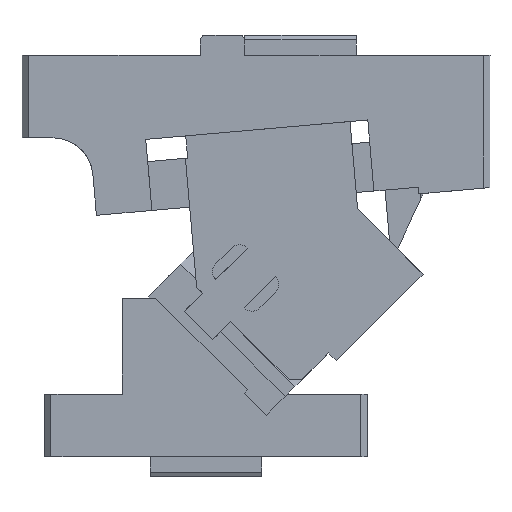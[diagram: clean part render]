
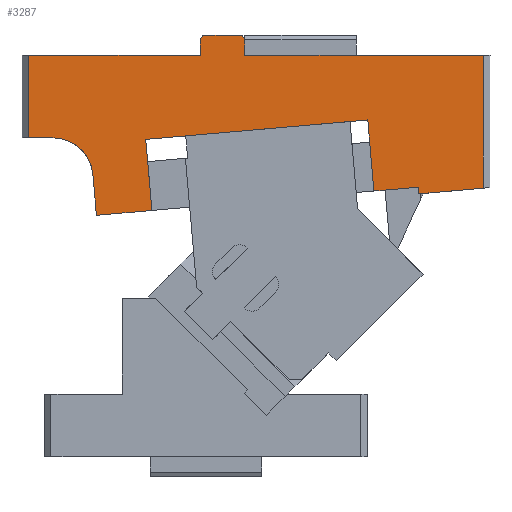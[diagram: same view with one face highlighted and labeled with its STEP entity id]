
A CAD part, front view. The second image highlights one B-rep face of the part: STEP entity #3287.
In plain terms, the highlighted planar face has unit normal (0, -1, 0).
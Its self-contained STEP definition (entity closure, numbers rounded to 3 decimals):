
#179=CARTESIAN_POINT('Vertex',(90.,0.,180.)) ;
#182=CARTESIAN_POINT('Line Origine',(143.5,0.,180.)) ;
#186=CARTESIAN_POINT('Vertex',(197.,0.,180.)) ;
#511=CARTESIAN_POINT('Vertex',(197.,0.,120.434)) ;
#514=CARTESIAN_POINT('Line Origine',(182.557,0.,119.17)) ;
#518=CARTESIAN_POINT('Vertex',(168.113,0.,117.906)) ;
#792=CARTESIAN_POINT('Vertex',(90.,0.,187.)) ;
#795=CARTESIAN_POINT('Line Origine',(90.,0.,183.5)) ;
#817=CARTESIAN_POINT('Line Origine',(197.,0.,150.217)) ;
#1225=CARTESIAN_POINT('Line Origine',(167.982,0.,119.401)) ;
#1229=CARTESIAN_POINT('Vertex',(167.852,0.,120.895)) ;
#1523=CARTESIAN_POINT('Vertex',(88.845,0.,189.)) ;
#1528=CARTESIAN_POINT('Line Origine',(89.423,0.,188.)) ;
#1598=CARTESIAN_POINT('Vertex',(147.928,0.,119.152)) ;
#1601=CARTESIAN_POINT('Line Origine',(146.533,0.,135.091)) ;
#1605=CARTESIAN_POINT('Vertex',(145.139,0.,151.03)) ;
#1629=CARTESIAN_POINT('Line Origine',(26.392,0.,108.519)) ;
#1633=CARTESIAN_POINT('Vertex',(23.403,0.,108.257)) ;
#1635=CARTESIAN_POINT('Vertex',(29.381,0.,108.78)) ;
#1716=CARTESIAN_POINT('Line Origine',(157.89,0.,120.023)) ;
#1732=CARTESIAN_POINT('Vertex',(48.308,0.,110.436)) ;
#1735=CARTESIAN_POINT('Line Origine',(46.814,0.,110.306)) ;
#1739=CARTESIAN_POINT('Vertex',(45.32,0.,110.175)) ;
#1742=CARTESIAN_POINT('Line Origine',(37.35,0.,109.478)) ;
#1779=CARTESIAN_POINT('Line Origine',(80.,0.,189.)) ;
#1783=CARTESIAN_POINT('Vertex',(71.155,0.,189.)) ;
#1821=CARTESIAN_POINT('Vertex',(70.,0.,187.)) ;
#1824=CARTESIAN_POINT('Line Origine',(70.577,0.,188.)) ;
#1852=CARTESIAN_POINT('Vertex',(70.,0.,180.)) ;
#1855=CARTESIAN_POINT('Line Origine',(70.,0.,183.5)) ;
#1892=CARTESIAN_POINT('Vertex',(-7.,0.,180.)) ;
#1895=CARTESIAN_POINT('Line Origine',(31.5,0.,180.)) ;
#2121=CARTESIAN_POINT('Vertex',(-7.,0.,143.)) ;
#2124=CARTESIAN_POINT('Line Origine',(-7.,0.,161.5)) ;
#2174=CARTESIAN_POINT('Vertex',(3.87,0.,143.)) ;
#2177=CARTESIAN_POINT('Line Origine',(-1.565,0.,143.)) ;
#2329=CARTESIAN_POINT('Vertex',(21.801,0.,126.569)) ;
#2332=CARTESIAN_POINT('Axis2P3D Location',(3.87,0.,125.)) ;
#2515=CARTESIAN_POINT('Line Origine',(22.602,0.,117.413)) ;
#2532=CARTESIAN_POINT('Line Origine',(46.914,0.,126.375)) ;
#2536=CARTESIAN_POINT('Vertex',(45.519,0.,142.314)) ;
#3213=CARTESIAN_POINT('Line Origine',(95.329,0.,146.672)) ;
#3259=CARTESIAN_POINT('Axis2P3D Location',(13.94,0.,107.429)) ;
#183=DIRECTION('Vector Direction',(-1.,0.,0.)) ;
#515=DIRECTION('Vector Direction',(0.996,0.,0.087)) ;
#796=DIRECTION('Vector Direction',(0.,0.,1.)) ;
#818=DIRECTION('Vector Direction',(0.,0.,1.)) ;
#1226=DIRECTION('Vector Direction',(-0.087,0.,0.996)) ;
#1529=DIRECTION('Vector Direction',(-0.5,0.,0.866)) ;
#1602=DIRECTION('Vector Direction',(0.087,0.,-0.996)) ;
#1630=DIRECTION('Vector Direction',(0.996,0.,0.087)) ;
#1717=DIRECTION('Vector Direction',(0.996,0.,0.087)) ;
#1736=DIRECTION('Vector Direction',(0.996,0.,0.087)) ;
#1743=DIRECTION('Vector Direction',(0.996,0.,0.087)) ;
#1780=DIRECTION('Vector Direction',(-1.,0.,0.)) ;
#1825=DIRECTION('Vector Direction',(0.5,0.,0.866)) ;
#1856=DIRECTION('Vector Direction',(0.,0.,1.)) ;
#1896=DIRECTION('Vector Direction',(-1.,0.,0.)) ;
#2125=DIRECTION('Vector Direction',(0.,0.,1.)) ;
#2178=DIRECTION('Vector Direction',(-1.,0.,0.)) ;
#2333=DIRECTION('Axis2P3D Direction',(0.,1.,-0.)) ;
#2516=DIRECTION('Vector Direction',(0.087,0.,-0.996)) ;
#2533=DIRECTION('Vector Direction',(-0.087,0.,0.996)) ;
#3214=DIRECTION('Vector Direction',(-0.996,0.,-0.087)) ;
#3260=DIRECTION('Axis2P3D Direction',(0.,-1.,0.)) ;
#3261=DIRECTION('Axis2P3D XDirection',(0.996,0.,0.087)) ;
#2334=AXIS2_PLACEMENT_3D('Circle Axis2P3D',#2332,#2333,$) ;
#3262=AXIS2_PLACEMENT_3D('Plane Axis2P3D',#3259,#3260,#3261) ;
#3265=ORIENTED_EDGE('',*,*,#1607,.T.) ;
#3266=ORIENTED_EDGE('',*,*,#1720,.T.) ;
#3267=ORIENTED_EDGE('',*,*,#1231,.F.) ;
#3268=ORIENTED_EDGE('',*,*,#520,.T.) ;
#3269=ORIENTED_EDGE('',*,*,#821,.T.) ;
#3270=ORIENTED_EDGE('',*,*,#188,.T.) ;
#3271=ORIENTED_EDGE('',*,*,#799,.T.) ;
#3272=ORIENTED_EDGE('',*,*,#1532,.F.) ;
#3273=ORIENTED_EDGE('',*,*,#1785,.F.) ;
#3274=ORIENTED_EDGE('',*,*,#1828,.F.) ;
#3275=ORIENTED_EDGE('',*,*,#1859,.F.) ;
#3276=ORIENTED_EDGE('',*,*,#1899,.T.) ;
#3277=ORIENTED_EDGE('',*,*,#2128,.F.) ;
#3278=ORIENTED_EDGE('',*,*,#2181,.F.) ;
#3279=ORIENTED_EDGE('',*,*,#2336,.T.) ;
#3280=ORIENTED_EDGE('',*,*,#2519,.T.) ;
#3281=ORIENTED_EDGE('',*,*,#1637,.T.) ;
#3282=ORIENTED_EDGE('',*,*,#1746,.T.) ;
#3283=ORIENTED_EDGE('',*,*,#1741,.T.) ;
#3284=ORIENTED_EDGE('',*,*,#2538,.T.) ;
#3285=ORIENTED_EDGE('',*,*,#3217,.F.) ;
#184=VECTOR('Line Direction',#183,1.) ;
#516=VECTOR('Line Direction',#515,1.) ;
#797=VECTOR('Line Direction',#796,1.) ;
#819=VECTOR('Line Direction',#818,1.) ;
#1227=VECTOR('Line Direction',#1226,1.) ;
#1530=VECTOR('Line Direction',#1529,1.) ;
#1603=VECTOR('Line Direction',#1602,1.) ;
#1631=VECTOR('Line Direction',#1630,1.) ;
#1718=VECTOR('Line Direction',#1717,1.) ;
#1737=VECTOR('Line Direction',#1736,1.) ;
#1744=VECTOR('Line Direction',#1743,1.) ;
#1781=VECTOR('Line Direction',#1780,1.) ;
#1826=VECTOR('Line Direction',#1825,1.) ;
#1857=VECTOR('Line Direction',#1856,1.) ;
#1897=VECTOR('Line Direction',#1896,1.) ;
#2126=VECTOR('Line Direction',#2125,1.) ;
#2179=VECTOR('Line Direction',#2178,1.) ;
#2517=VECTOR('Line Direction',#2516,1.) ;
#2534=VECTOR('Line Direction',#2533,1.) ;
#3215=VECTOR('Line Direction',#3214,1.) ;
#3287=ADVANCED_FACE('CAM HOLDER',(#3286),#3263,.T.) ;
#2335=CIRCLE('generated circle',#2334,18.) ;
#188=EDGE_CURVE('',#187,#180,#185,.T.) ;
#520=EDGE_CURVE('',#519,#512,#517,.T.) ;
#799=EDGE_CURVE('',#180,#793,#798,.T.) ;
#821=EDGE_CURVE('',#512,#187,#820,.T.) ;
#1231=EDGE_CURVE('',#519,#1230,#1228,.T.) ;
#1532=EDGE_CURVE('',#1524,#793,#1531,.F.) ;
#1607=EDGE_CURVE('',#1606,#1599,#1604,.T.) ;
#1637=EDGE_CURVE('',#1634,#1636,#1632,.T.) ;
#1720=EDGE_CURVE('',#1599,#1230,#1719,.T.) ;
#1741=EDGE_CURVE('',#1740,#1733,#1738,.T.) ;
#1746=EDGE_CURVE('',#1636,#1740,#1745,.T.) ;
#1785=EDGE_CURVE('',#1784,#1524,#1782,.F.) ;
#1828=EDGE_CURVE('',#1822,#1784,#1827,.T.) ;
#1859=EDGE_CURVE('',#1853,#1822,#1858,.T.) ;
#1899=EDGE_CURVE('',#1853,#1893,#1898,.T.) ;
#2128=EDGE_CURVE('',#2122,#1893,#2127,.T.) ;
#2181=EDGE_CURVE('',#2175,#2122,#2180,.T.) ;
#2336=EDGE_CURVE('',#2175,#2330,#2335,.T.) ;
#2519=EDGE_CURVE('',#2330,#1634,#2518,.T.) ;
#2538=EDGE_CURVE('',#1733,#2537,#2535,.T.) ;
#3217=EDGE_CURVE('',#1606,#2537,#3216,.T.) ;
#3264=EDGE_LOOP('',(#3265,#3266,#3267,#3268,#3269,#3270,#3271,#3272,#3273,#3274,#3275,#3276,#3277,#3278,#3279,#3280,#3281,#3282,#3283,#3284,#3285)) ;
#3286=FACE_OUTER_BOUND('',#3264,.T.) ;
#185=LINE('Line',#182,#184) ;
#517=LINE('Line',#514,#516) ;
#798=LINE('Line',#795,#797) ;
#820=LINE('Line',#817,#819) ;
#1228=LINE('Line',#1225,#1227) ;
#1531=LINE('Line',#1528,#1530) ;
#1604=LINE('Line',#1601,#1603) ;
#1632=LINE('Line',#1629,#1631) ;
#1719=LINE('Line',#1716,#1718) ;
#1738=LINE('Line',#1735,#1737) ;
#1745=LINE('Line',#1742,#1744) ;
#1782=LINE('Line',#1779,#1781) ;
#1827=LINE('Line',#1824,#1826) ;
#1858=LINE('Line',#1855,#1857) ;
#1898=LINE('Line',#1895,#1897) ;
#2127=LINE('Line',#2124,#2126) ;
#2180=LINE('Line',#2177,#2179) ;
#2518=LINE('Line',#2515,#2517) ;
#2535=LINE('Line',#2532,#2534) ;
#3216=LINE('Line',#3213,#3215) ;
#3263=PLANE('Plane',#3262) ;
#180=VERTEX_POINT('',#179) ;
#187=VERTEX_POINT('',#186) ;
#512=VERTEX_POINT('',#511) ;
#519=VERTEX_POINT('',#518) ;
#793=VERTEX_POINT('',#792) ;
#1230=VERTEX_POINT('',#1229) ;
#1524=VERTEX_POINT('',#1523) ;
#1599=VERTEX_POINT('',#1598) ;
#1606=VERTEX_POINT('',#1605) ;
#1634=VERTEX_POINT('',#1633) ;
#1636=VERTEX_POINT('',#1635) ;
#1733=VERTEX_POINT('',#1732) ;
#1740=VERTEX_POINT('',#1739) ;
#1784=VERTEX_POINT('',#1783) ;
#1822=VERTEX_POINT('',#1821) ;
#1853=VERTEX_POINT('',#1852) ;
#1893=VERTEX_POINT('',#1892) ;
#2122=VERTEX_POINT('',#2121) ;
#2175=VERTEX_POINT('',#2174) ;
#2330=VERTEX_POINT('',#2329) ;
#2537=VERTEX_POINT('',#2536) ;
